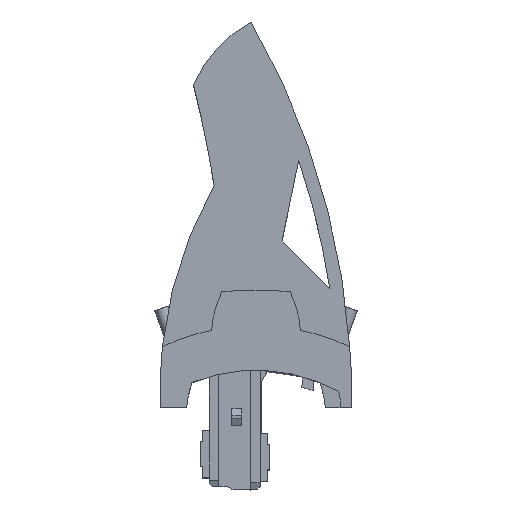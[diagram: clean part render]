
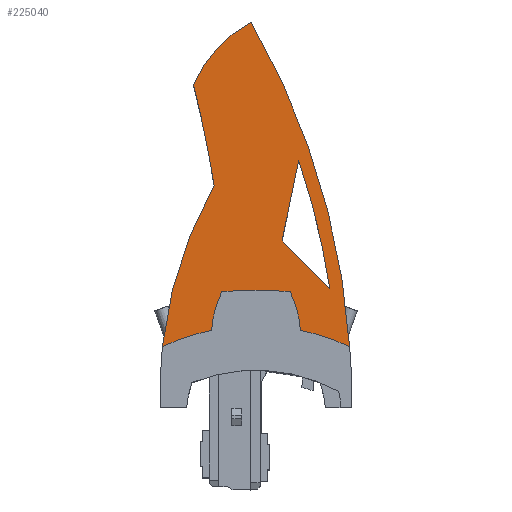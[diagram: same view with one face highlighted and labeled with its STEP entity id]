
A CAD part, top view. The second image highlights one B-rep face of the part: STEP entity #225040.
In plain terms, the highlighted face is planar.
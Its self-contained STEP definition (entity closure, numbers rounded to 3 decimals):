
#220650=CARTESIAN_POINT('',(-18.657,-159.631,
47.525));
#220660=VERTEX_POINT('',#220650);
#220690=CARTESIAN_POINT('',(147.321,-66.953,
47.525));
#220700=DIRECTION('',(0.,0.,-1.));
#220710=DIRECTION('',(-0.984,-0.179,
0.));
#220720=AXIS2_PLACEMENT_3D('',#220690,#220700,#220710);
#220730=CIRCLE('',#220720,190.1);
#220740=CARTESIAN_POINT('',(-41.642,-87.713,
47.525));
#220750=VERTEX_POINT('',#220740);
#220760=EDGE_CURVE('',#220660,#220750,#220730,.T.);
#223900=CARTESIAN_POINT('',(27.227,-157.963,
47.525));
#223910=DIRECTION('',(0.,0.,1.));
#223920=DIRECTION('',(-1.,0.,0.));
#223930=AXIS2_PLACEMENT_3D('',#223900,#223910,#223920);
#223940=PLANE('',#223930);
#223950=CARTESIAN_POINT('',(26.471,-180.095,
47.525));
#223960=DIRECTION('',(0.,0.,-1.));
#223970=DIRECTION('',(-0.984,-0.179,
0.));
#223980=AXIS2_PLACEMENT_3D('',#223950,#223960,#223970);
#223990=CIRCLE('',#223980,59.4);
#224000=CARTESIAN_POINT('',(-2.168,-232.135,
47.525));
#224010=VERTEX_POINT('',#224000);
#224020=CARTESIAN_POINT('',(-27.801,-204.237,
47.525));
#224030=VERTEX_POINT('',#224020);
#224040=EDGE_CURVE('',#224010,#224030,#223990,.T.);
#224050=ORIENTED_EDGE('',*,*,#224040,.T.);
#224060=CARTESIAN_POINT('',(-294.269,-64.672,
47.525));
#224070=DIRECTION('',(0.,0.,-1.));
#224080=DIRECTION('',(-0.984,-0.179,
0.));
#224090=AXIS2_PLACEMENT_3D('',#224060,#224070,#224080);
#224100=CIRCLE('',#224090,336.7);
#224110=CARTESIAN_POINT('',(41.642,-87.718,
47.525));
#224120=VERTEX_POINT('',#224110);
#224130=EDGE_CURVE('',#224120,#224010,#224100,.T.);
#224140=ORIENTED_EDGE('',*,*,#224130,.T.);
#224150=CARTESIAN_POINT('',(-280.31,-61.72,
47.525));
#224160=DIRECTION('',(0.,0.,-1.));
#224170=DIRECTION('',(1.,0.,0.));
#224180=AXIS2_PLACEMENT_3D('',#224150,#224160,#224170);
#224190=CIRCLE('',#224180,323.);
#224200=CARTESIAN_POINT('',(41.642,-87.713,
47.525));
#224210=VERTEX_POINT('',#224200);
#224220=EDGE_CURVE('',#224210,#224120,#224190,.T.);
#224230=ORIENTED_EDGE('',*,*,#224220,.T.);
#224240=CARTESIAN_POINT('',(0.,1.,
47.525));
#224250=DIRECTION('',(0.,0.,-1.));
#224260=DIRECTION('',(1.,0.,0.));
#224270=AXIS2_PLACEMENT_3D('',#224240,#224250,#224260);
#224280=CIRCLE('',#224270,98.);
#224290=CARTESIAN_POINT('',(19.765,-94.986,
47.525));
#224300=VERTEX_POINT('',#224290);
#224310=EDGE_CURVE('',#224210,#224300,#224280,.T.);
#224320=ORIENTED_EDGE('',*,*,#224310,.F.);
#224330=CARTESIAN_POINT('',(-24.358,-92.38,
47.525));
#224340=DIRECTION('',(0.,0.,1.));
#224350=DIRECTION('',(-1.,0.,0.));
#224360=AXIS2_PLACEMENT_3D('',#224330,#224340,#224350);
#224370=CIRCLE('',#224360,44.2);
#224380=CARTESIAN_POINT('',(15.217,-112.064,
47.525));
#224390=VERTEX_POINT('',#224380);
#224400=EDGE_CURVE('',#224390,#224300,#224370,.T.);
#224410=ORIENTED_EDGE('',*,*,#224400,.T.);
#224420=CARTESIAN_POINT('',(0.,8.479,
47.525));
#224430=DIRECTION('',(0.,0.,1.));
#224440=DIRECTION('',(1.,0.,0.));
#224450=AXIS2_PLACEMENT_3D('',#224420,#224430,#224440);
#224460=CIRCLE('',#224450,121.5);
#224470=CARTESIAN_POINT('',(-15.217,-112.064,
47.525));
#224480=VERTEX_POINT('',#224470);
#224490=EDGE_CURVE('',#224480,#224390,#224460,.T.);
#224500=ORIENTED_EDGE('',*,*,#224490,.T.);
#224510=CARTESIAN_POINT('',(24.358,-92.38,
47.525));
#224520=DIRECTION('',(0.,0.,-1.));
#224530=DIRECTION('',(1.,0.,0.));
#224540=AXIS2_PLACEMENT_3D('',#224510,#224520,#224530);
#224550=CIRCLE('',#224540,44.2);
#224560=CARTESIAN_POINT('',(-19.765,-94.986,
47.525));
#224570=VERTEX_POINT('',#224560);
#224580=EDGE_CURVE('',#224480,#224570,#224550,.T.);
#224590=ORIENTED_EDGE('',*,*,#224580,.F.);
#224600=CARTESIAN_POINT('',(0.,1.,
47.525));
#224610=DIRECTION('',(0.,0.,-1.));
#224620=DIRECTION('',(1.,0.,0.));
#224630=AXIS2_PLACEMENT_3D('',#224600,#224610,#224620);
#224640=CIRCLE('',#224630,98.);
#224650=EDGE_CURVE('',#224570,#220750,#224640,.T.);
#224660=ORIENTED_EDGE('',*,*,#224650,.F.);
#224670=ORIENTED_EDGE('',*,*,#220760,.T.);
#224680=CARTESIAN_POINT('',(-541.952,-75.596,
47.525));
#224690=DIRECTION('',(0.,0.,-1.));
#224700=DIRECTION('',(-0.984,-0.179,
0.));
#224710=AXIS2_PLACEMENT_3D('',#224680,#224690,#224700);
#224720=CIRCLE('',#224710,530.);
#224730=EDGE_CURVE('',#220660,#224030,#224720,.T.);
#224740=ORIENTED_EDGE('',*,*,#224730,.F.);
#224750=EDGE_LOOP('',(#224740,#224670,#224660,#224590,#224500,#224410,
#224320,#224230,#224140,#224050));
#224760=FACE_OUTER_BOUND('',#224750,.T.);
#224770=CARTESIAN_POINT('',(-0.099,-77.814,
47.525));
#224780=DIRECTION('',(-0.201,0.98,
0.));
#224790=VECTOR('',#224780,1.);
#224800=LINE('',#224770,#224790);
#224810=CARTESIAN_POINT('',(18.976,-170.693,
47.525));
#224820=VERTEX_POINT('',#224810);
#224830=CARTESIAN_POINT('',(11.589,-134.727,
47.525));
#224840=VERTEX_POINT('',#224830);
#224850=EDGE_CURVE('',#224820,#224840,#224800,.T.);
#224860=ORIENTED_EDGE('',*,*,#224850,.F.);
#224870=CARTESIAN_POINT('',(4.594,-141.722,
47.525));
#224880=DIRECTION('',(0.707,0.707,
0.));
#224890=VECTOR('',#224880,1.);
#224900=LINE('',#224870,#224890);
#224910=CARTESIAN_POINT('',(32.805,-113.511,
47.525));
#224920=VERTEX_POINT('',#224910);
#224930=EDGE_CURVE('',#224840,#224920,#224900,.T.);
#224940=ORIENTED_EDGE('',*,*,#224930,.F.);
#224950=CARTESIAN_POINT('',(-294.269,-64.672,
47.525));
#224960=DIRECTION('',(0.,0.,-1.));
#224970=DIRECTION('',(-0.984,-0.179,
0.));
#224980=AXIS2_PLACEMENT_3D('',#224950,#224960,#224970);
#224990=CIRCLE('',#224980,330.7);
#225000=EDGE_CURVE('',#224920,#224820,#224990,.T.);
#225010=ORIENTED_EDGE('',*,*,#225000,.F.);
#225020=EDGE_LOOP('',(#225010,#224940,#224860));
#225030=FACE_BOUND('',#225020,.T.);
#225040=ADVANCED_FACE('',(#224760,#225030),#223940,.F.);
